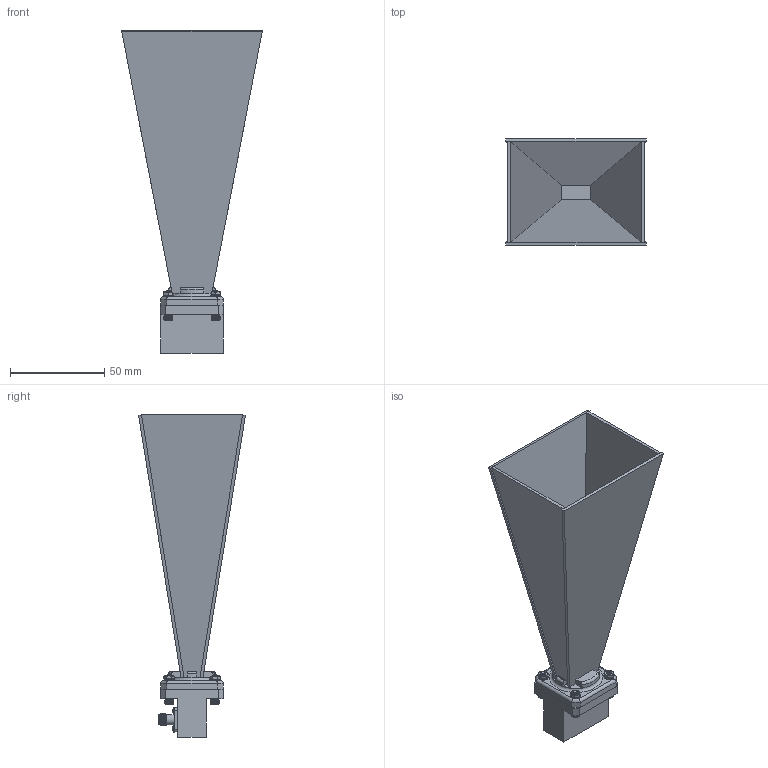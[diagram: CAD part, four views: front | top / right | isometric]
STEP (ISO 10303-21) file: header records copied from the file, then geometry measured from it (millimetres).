
FILE_DESCRIPTION (( 'STEP AP214' ), '1' );
FILE_NAME ('FM9854B-SF-20_3D.STEP', '2021-01-18T17:52:04', ( '' ), ( '' ), 'SwSTEP 2.0', 'SolidWorks 2018', '' );
FILE_SCHEMA (( 'AUTOMOTIVE_DESIGN' ));
Length unit declared in the file: inch
Products named in the file (6): PE9803; 4-40HN-NARROW_90760A210; 4-LW; PE9854B-20; FM9854B-SF-20_3D; 4-40SH-HXx.5_92196A110
Assembly tree (14 placements, depth 2):
  FM9854B-SF-20_3D
    PE9803
    PE9854B-20
    4-40SH-HXx.5_92196A110  x4
    4-40HN-NARROW_90760A210  x4
    4-LW  x4
Bounding box: 74.78 x 56.85 x 171.45 mm (x, y, z)
Volume: 54471.4 mm3; surface area: 56164.6 mm2
Topology: 14 solids, 18 shells, 1268 faces, 3022 edges, 1812 vertices
Faces by surface type: plane 724, cone 357, cylinder 134, bspline 47, torus 6
Full cylindrical faces by diameter (mm): 0.914 x1, 1.168 x2, 1.524 x20, 3.616 x4, 3.658 x4, 3.785 x4, 4.597 x1, 5.359 x2, 25.4 x1
Entity records: 22994 total; most frequent: CARTESIAN_POINT 10816, ORIENTED_EDGE 2618, DIRECTION 2030, EDGE_CURVE 1309, VERTEX_POINT 837, AXIS2_PLACEMENT_3D 761, EDGE_LOOP 622, FACE_OUTER_BOUND 578
